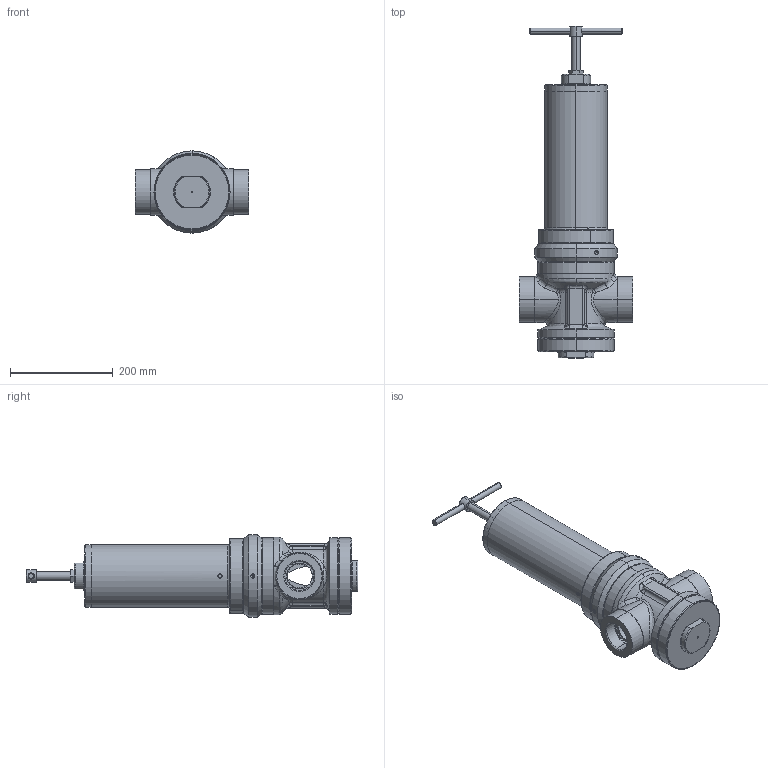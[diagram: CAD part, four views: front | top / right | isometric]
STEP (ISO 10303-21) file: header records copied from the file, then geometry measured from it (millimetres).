
FILE_DESCRIPTION (( 'STEP AP203' ), '1' );
FILE_NAME ('Typ_80-BG_IIIB-G200M.STEP', '2021-03-16T10:12:43', ( '' ), ( '' ), 'SwSTEP 2.0', 'SolidWorks 2016', '' );
FILE_SCHEMA (( 'CONFIG_CONTROL_DESIGN' ));
Length unit declared in the file: millimetre
Products named in the file (1): Typ_80-BG_IIIB-G200M
Bounding box: 220 x 646 x 160 mm (x, y, z)
Volume: 2492131.8 mm3; surface area: 634960.1 mm2
Topology: 8 solids, 8 shells, 458 faces, 1016 edges, 587 vertices
Faces by surface type: cylinder 133, cone 125, torus 81, plane 65, bspline 54
Entity records: 17244 total; most frequent: CARTESIAN_POINT 7338, DIRECTION 2142, ORIENTED_EDGE 2000, EDGE_CURVE 1000, AXIS2_PLACEMENT_3D 942, VERTEX_POINT 587, CIRCLE 537, EDGE_LOOP 511
